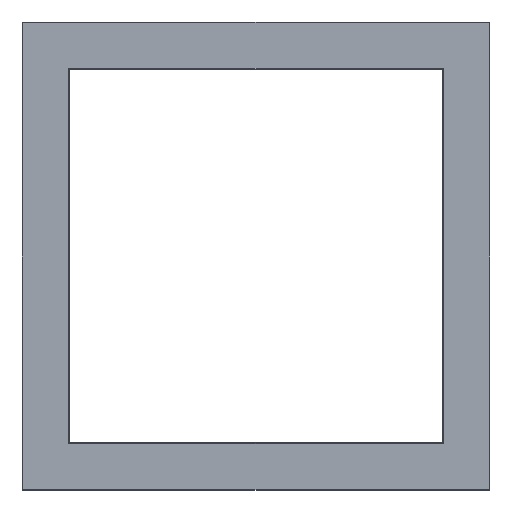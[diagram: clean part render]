
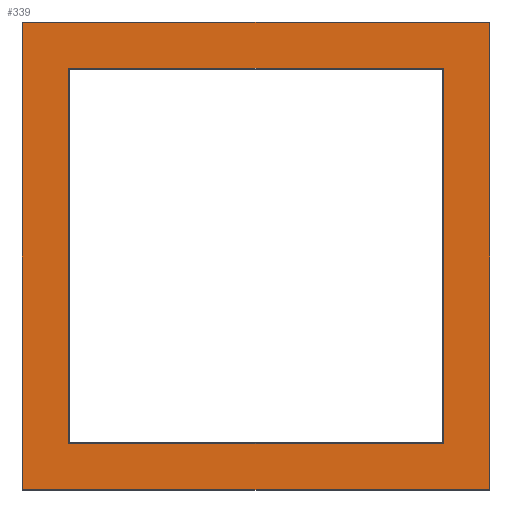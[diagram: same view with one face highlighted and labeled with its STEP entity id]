
A CAD part, top view. The second image highlights one B-rep face of the part: STEP entity #339.
In plain terms, the highlighted planar face has unit normal (0, 0, 1).
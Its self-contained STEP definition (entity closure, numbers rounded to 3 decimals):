
#2=DIRECTION('',(-1.,0.,0.));
#3=VECTOR('',#2,3018.);
#4=CARTESIAN_POINT('',(3023.,3028.,3.));
#5=LINE('',#4,#3);
#6=CARTESIAN_POINT('',(3023.,3023.,3.));
#7=DIRECTION('',(0.,0.,1.));
#8=DIRECTION('',(1.,0.,0.));
#9=AXIS2_PLACEMENT_3D('',#6,#7,#8);
#11=DIRECTION('',(0.,1.,0.));
#12=VECTOR('',#11,3018.);
#13=CARTESIAN_POINT('',(3028.,5.,3.));
#14=LINE('',#13,#12);
#15=CARTESIAN_POINT('',(3023.,5.,3.));
#16=DIRECTION('',(0.,0.,1.));
#17=DIRECTION('',(0.,-1.,0.));
#18=AXIS2_PLACEMENT_3D('',#15,#16,#17);
#20=DIRECTION('',(1.,0.,0.));
#21=VECTOR('',#20,3018.);
#22=CARTESIAN_POINT('',(5.,0.,3.));
#23=LINE('',#22,#21);
#24=CARTESIAN_POINT('',(5.,5.,3.));
#25=DIRECTION('',(0.,0.,1.));
#26=DIRECTION('',(-1.,0.,0.));
#27=AXIS2_PLACEMENT_3D('',#24,#25,#26);
#29=DIRECTION('',(0.,-1.,0.));
#30=VECTOR('',#29,3018.);
#31=CARTESIAN_POINT('',(0.,3023.,3.));
#32=LINE('',#31,#30);
#33=CARTESIAN_POINT('',(5.,3023.,3.));
#34=DIRECTION('',(0.,0.,1.));
#35=DIRECTION('',(0.,1.,0.));
#36=AXIS2_PLACEMENT_3D('',#33,#34,#35);
#38=DIRECTION('',(0.,1.,0.));
#39=VECTOR('',#38,2424.);
#40=CARTESIAN_POINT('',(302.,302.,3.));
#41=LINE('',#40,#39);
#42=DIRECTION('',(-1.,0.,0.));
#43=VECTOR('',#42,2424.);
#44=CARTESIAN_POINT('',(2726.,302.,3.));
#45=LINE('',#44,#43);
#46=DIRECTION('',(0.,-1.,0.));
#47=VECTOR('',#46,2424.);
#48=CARTESIAN_POINT('',(2726.,2726.,3.));
#49=LINE('',#48,#47);
#50=DIRECTION('',(1.,0.,0.));
#51=VECTOR('',#50,2424.);
#52=CARTESIAN_POINT('',(302.,2726.,3.));
#53=LINE('',#52,#51);
#234=CARTESIAN_POINT('',(3028.,3023.,3.));
#236=VERTEX_POINT('',#234);
#239=CARTESIAN_POINT('',(3028.,5.,3.));
#241=VERTEX_POINT('',#239);
#245=CARTESIAN_POINT('',(5.,0.,3.));
#247=VERTEX_POINT('',#245);
#252=CARTESIAN_POINT('',(2726.,2726.,3.));
#253=VERTEX_POINT('',#252);
#254=CARTESIAN_POINT('',(302.,2726.,3.));
#255=VERTEX_POINT('',#254);
#264=CARTESIAN_POINT('',(2726.,302.,3.));
#265=VERTEX_POINT('',#264);
#266=CARTESIAN_POINT('',(302.,302.,3.));
#267=VERTEX_POINT('',#266);
#296=CARTESIAN_POINT('',(3023.,3028.,3.));
#297=CARTESIAN_POINT('',(5.,3028.,3.));
#298=VERTEX_POINT('',#296);
#299=VERTEX_POINT('',#297);
#300=CARTESIAN_POINT('',(0.,3023.,3.));
#301=CARTESIAN_POINT('',(0.,5.,3.));
#302=VERTEX_POINT('',#300);
#303=VERTEX_POINT('',#301);
#304=CARTESIAN_POINT('',(3023.,0.,3.));
#305=VERTEX_POINT('',#304);
#306=CARTESIAN_POINT('',(1514.,1514.,3.));
#307=DIRECTION('',(0.,0.,1.));
#308=DIRECTION('',(1.,0.,0.));
#309=AXIS2_PLACEMENT_3D('',#306,#307,#308);
#310=PLANE('',#309);
#312=ORIENTED_EDGE('',*,*,#311,.F.);
#314=ORIENTED_EDGE('',*,*,#313,.F.);
#316=ORIENTED_EDGE('',*,*,#315,.F.);
#318=ORIENTED_EDGE('',*,*,#317,.F.);
#320=ORIENTED_EDGE('',*,*,#319,.F.);
#322=ORIENTED_EDGE('',*,*,#321,.F.);
#324=ORIENTED_EDGE('',*,*,#323,.F.);
#326=ORIENTED_EDGE('',*,*,#325,.F.);
#327=EDGE_LOOP('',(#312,#314,#316,#318,#320,#322,#324,#326));
#328=FACE_OUTER_BOUND('',#327,.F.);
#330=ORIENTED_EDGE('',*,*,#329,.F.);
#332=ORIENTED_EDGE('',*,*,#331,.F.);
#334=ORIENTED_EDGE('',*,*,#333,.F.);
#336=ORIENTED_EDGE('',*,*,#335,.F.);
#337=EDGE_LOOP('',(#330,#332,#334,#336));
#338=FACE_BOUND('',#337,.F.);
#339=ADVANCED_FACE('',(#328,#338),#310,.T.);
#10=CIRCLE('',#9,5.);
#19=CIRCLE('',#18,5.);
#28=CIRCLE('',#27,5.);
#37=CIRCLE('',#36,5.);
#311=EDGE_CURVE('',#298,#299,#5,.T.);
#313=EDGE_CURVE('',#236,#298,#10,.T.);
#315=EDGE_CURVE('',#241,#236,#14,.T.);
#317=EDGE_CURVE('',#305,#241,#19,.T.);
#319=EDGE_CURVE('',#247,#305,#23,.T.);
#321=EDGE_CURVE('',#303,#247,#28,.T.);
#323=EDGE_CURVE('',#302,#303,#32,.T.);
#325=EDGE_CURVE('',#299,#302,#37,.T.);
#329=EDGE_CURVE('',#267,#255,#41,.T.);
#331=EDGE_CURVE('',#265,#267,#45,.T.);
#333=EDGE_CURVE('',#253,#265,#49,.T.);
#335=EDGE_CURVE('',#255,#253,#53,.T.);
